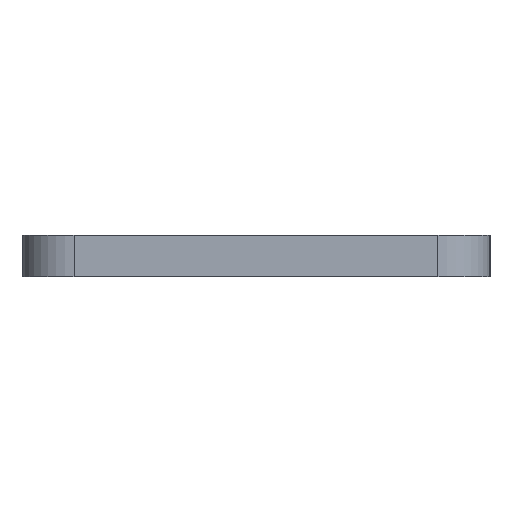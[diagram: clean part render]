
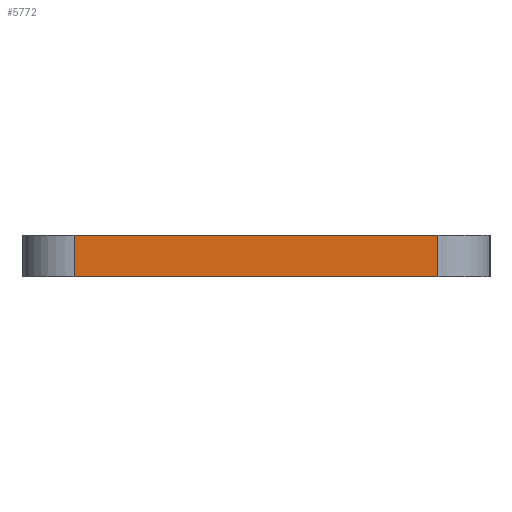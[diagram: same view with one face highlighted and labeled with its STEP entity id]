
A CAD part, left-side view. The second image highlights one B-rep face of the part: STEP entity #5772.
In plain terms, the highlighted planar face has unit normal (-1, 0, 0).
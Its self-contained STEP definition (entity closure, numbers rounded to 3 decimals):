
#84 = PLANE('',#85);
#85 = AXIS2_PLACEMENT_3D('',#86,#87,#88);
#86 = CARTESIAN_POINT('',(100.5,-91.,1.6));
#87 = DIRECTION('',(0.,0.,1.));
#88 = DIRECTION('',(1.,0.,-0.));
#139 = PLANE('',#140);
#140 = AXIS2_PLACEMENT_3D('',#141,#142,#143);
#141 = CARTESIAN_POINT('',(100.5,-91.,0.));
#142 = DIRECTION('',(0.,0.,1.));
#143 = DIRECTION('',(1.,0.,-0.));
#248 = CYLINDRICAL_SURFACE('',#249,2.);
#249 = AXIS2_PLACEMENT_3D('',#250,#251,#252);
#250 = CARTESIAN_POINT('',(70.,-84.,0.));
#251 = DIRECTION('',(-0.,-0.,-1.));
#252 = DIRECTION('',(1.,0.,-0.));
#309 = VERTEX_POINT('',#310);
#310 = CARTESIAN_POINT('',(68.,-84.,0.));
#332 = EDGE_CURVE('',#333,#309,#335,.T.);
#333 = VERTEX_POINT('',#334);
#334 = CARTESIAN_POINT('',(68.,-98.,0.));
#335 = SURFACE_CURVE('',#336,(#340,#347),.PCURVE_S1.);
#336 = LINE('',#337,#338);
#337 = CARTESIAN_POINT('',(68.,-98.,0.));
#338 = VECTOR('',#339,1.);
#339 = DIRECTION('',(0.,1.,0.));
#340 = PCURVE('',#139,#341);
#341 = DEFINITIONAL_REPRESENTATION('',(#342),#346);
#342 = LINE('',#343,#344);
#343 = CARTESIAN_POINT('',(-32.5,-7.));
#344 = VECTOR('',#345,1.);
#345 = DIRECTION('',(0.,1.));
#346 = ( GEOMETRIC_REPRESENTATION_CONTEXT(2) 
PARAMETRIC_REPRESENTATION_CONTEXT() REPRESENTATION_CONTEXT('2D SPACE',''
  ) );
#347 = PCURVE('',#348,#353);
#348 = PLANE('',#349);
#349 = AXIS2_PLACEMENT_3D('',#350,#351,#352);
#350 = CARTESIAN_POINT('',(68.,-98.,0.));
#351 = DIRECTION('',(-1.,0.,0.));
#352 = DIRECTION('',(0.,1.,0.));
#353 = DEFINITIONAL_REPRESENTATION('',(#354),#358);
#354 = LINE('',#355,#356);
#355 = CARTESIAN_POINT('',(0.,0.));
#356 = VECTOR('',#357,1.);
#357 = DIRECTION('',(1.,0.));
#358 = ( GEOMETRIC_REPRESENTATION_CONTEXT(2) 
PARAMETRIC_REPRESENTATION_CONTEXT() REPRESENTATION_CONTEXT('2D SPACE',''
  ) );
#377 = CYLINDRICAL_SURFACE('',#378,2.);
#378 = AXIS2_PLACEMENT_3D('',#379,#380,#381);
#379 = CARTESIAN_POINT('',(70.,-98.,0.));
#380 = DIRECTION('',(-0.,-0.,-1.));
#381 = DIRECTION('',(1.,0.,-0.));
#3236 = VERTEX_POINT('',#3237);
#3237 = CARTESIAN_POINT('',(68.,-84.,1.6));
#3259 = EDGE_CURVE('',#3260,#3236,#3262,.T.);
#3260 = VERTEX_POINT('',#3261);
#3261 = CARTESIAN_POINT('',(68.,-98.,1.6));
#3262 = SURFACE_CURVE('',#3263,(#3267,#3274),.PCURVE_S1.);
#3263 = LINE('',#3264,#3265);
#3264 = CARTESIAN_POINT('',(68.,-98.,1.6));
#3265 = VECTOR('',#3266,1.);
#3266 = DIRECTION('',(0.,1.,0.));
#3267 = PCURVE('',#84,#3268);
#3268 = DEFINITIONAL_REPRESENTATION('',(#3269),#3273);
#3269 = LINE('',#3270,#3271);
#3270 = CARTESIAN_POINT('',(-32.5,-7.));
#3271 = VECTOR('',#3272,1.);
#3272 = DIRECTION('',(0.,1.));
#3273 = ( GEOMETRIC_REPRESENTATION_CONTEXT(2) 
PARAMETRIC_REPRESENTATION_CONTEXT() REPRESENTATION_CONTEXT('2D SPACE',''
  ) );
#3274 = PCURVE('',#348,#3275);
#3275 = DEFINITIONAL_REPRESENTATION('',(#3276),#3280);
#3276 = LINE('',#3277,#3278);
#3277 = CARTESIAN_POINT('',(0.,-1.6));
#3278 = VECTOR('',#3279,1.);
#3279 = DIRECTION('',(1.,0.));
#3280 = ( GEOMETRIC_REPRESENTATION_CONTEXT(2) 
PARAMETRIC_REPRESENTATION_CONTEXT() REPRESENTATION_CONTEXT('2D SPACE',''
  ) );
#5724 = EDGE_CURVE('',#309,#3236,#5725,.T.);
#5725 = SURFACE_CURVE('',#5726,(#5730,#5737),.PCURVE_S1.);
#5726 = LINE('',#5727,#5728);
#5727 = CARTESIAN_POINT('',(68.,-84.,0.));
#5728 = VECTOR('',#5729,1.);
#5729 = DIRECTION('',(0.,0.,1.));
#5730 = PCURVE('',#248,#5731);
#5731 = DEFINITIONAL_REPRESENTATION('',(#5732),#5736);
#5732 = LINE('',#5733,#5734);
#5733 = CARTESIAN_POINT('',(-3.142,0.));
#5734 = VECTOR('',#5735,1.);
#5735 = DIRECTION('',(-0.,-1.));
#5736 = ( GEOMETRIC_REPRESENTATION_CONTEXT(2) 
PARAMETRIC_REPRESENTATION_CONTEXT() REPRESENTATION_CONTEXT('2D SPACE',''
  ) );
#5737 = PCURVE('',#348,#5738);
#5738 = DEFINITIONAL_REPRESENTATION('',(#5739),#5743);
#5739 = LINE('',#5740,#5741);
#5740 = CARTESIAN_POINT('',(14.,0.));
#5741 = VECTOR('',#5742,1.);
#5742 = DIRECTION('',(0.,-1.));
#5743 = ( GEOMETRIC_REPRESENTATION_CONTEXT(2) 
PARAMETRIC_REPRESENTATION_CONTEXT() REPRESENTATION_CONTEXT('2D SPACE',''
  ) );
#5772 = ADVANCED_FACE('',(#5773),#348,.T.);
#5773 = FACE_BOUND('',#5774,.T.);
#5774 = EDGE_LOOP('',(#5775,#5796,#5797,#5798));
#5775 = ORIENTED_EDGE('',*,*,#5776,.T.);
#5776 = EDGE_CURVE('',#333,#3260,#5777,.T.);
#5777 = SURFACE_CURVE('',#5778,(#5782,#5789),.PCURVE_S1.);
#5778 = LINE('',#5779,#5780);
#5779 = CARTESIAN_POINT('',(68.,-98.,0.));
#5780 = VECTOR('',#5781,1.);
#5781 = DIRECTION('',(0.,0.,1.));
#5782 = PCURVE('',#348,#5783);
#5783 = DEFINITIONAL_REPRESENTATION('',(#5784),#5788);
#5784 = LINE('',#5785,#5786);
#5785 = CARTESIAN_POINT('',(0.,0.));
#5786 = VECTOR('',#5787,1.);
#5787 = DIRECTION('',(0.,-1.));
#5788 = ( GEOMETRIC_REPRESENTATION_CONTEXT(2) 
PARAMETRIC_REPRESENTATION_CONTEXT() REPRESENTATION_CONTEXT('2D SPACE',''
  ) );
#5789 = PCURVE('',#377,#5790);
#5790 = DEFINITIONAL_REPRESENTATION('',(#5791),#5795);
#5791 = LINE('',#5792,#5793);
#5792 = CARTESIAN_POINT('',(-3.142,0.));
#5793 = VECTOR('',#5794,1.);
#5794 = DIRECTION('',(-0.,-1.));
#5795 = ( GEOMETRIC_REPRESENTATION_CONTEXT(2) 
PARAMETRIC_REPRESENTATION_CONTEXT() REPRESENTATION_CONTEXT('2D SPACE',''
  ) );
#5796 = ORIENTED_EDGE('',*,*,#3259,.T.);
#5797 = ORIENTED_EDGE('',*,*,#5724,.F.);
#5798 = ORIENTED_EDGE('',*,*,#332,.F.);
